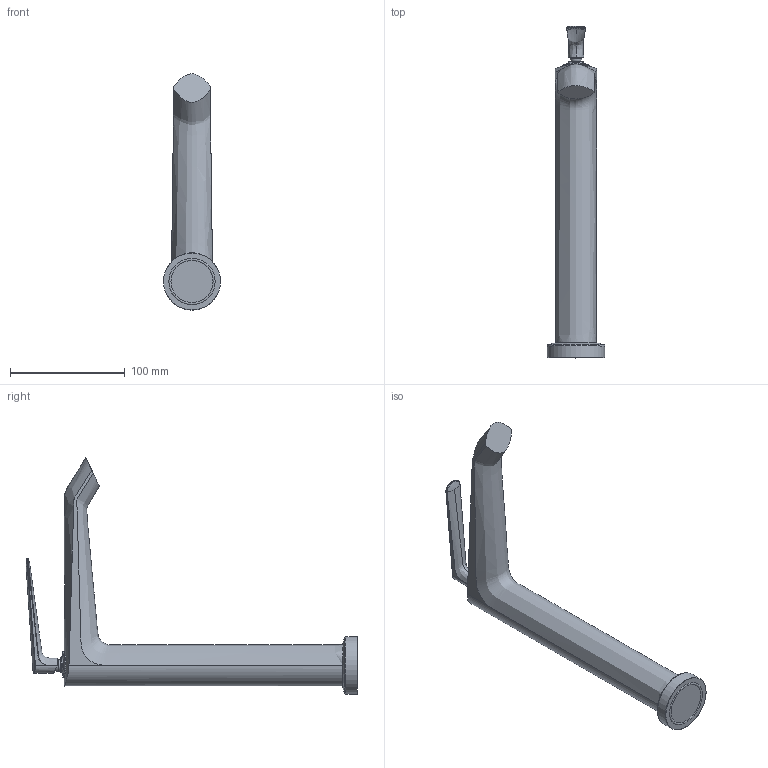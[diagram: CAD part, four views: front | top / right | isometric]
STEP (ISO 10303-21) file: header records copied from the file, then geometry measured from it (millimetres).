
FILE_DESCRIPTION(/* description */ (''),/* implementation_level */ '2;1');
FILE_NAME(/* name */ 'VYL01 3D.stp',/* time_stamp */ '2017-09-21T11:48:43-04:00',/* author */ ('francoisj'),/* organization */ (''),/* preprocessor_version */ 'ST-DEVELOPER v15.6',/* originating_system */ 'Autodesk Inventor 2015',/* authorisation */ '');
FILE_SCHEMA (('CONFIG_CONTROL_DESIGN'));
Length unit declared in the file: millimetre
Products named in the file (1): VYL01_Shrinkwrap_1
Bounding box: 50 x 288.81 x 205.79 mm (x, y, z)
Volume: 377047.5 mm3; surface area: 52084.4 mm2
Topology: 3 solids, 3 shells, 102 faces, 235 edges, 145 vertices
Faces by surface type: bspline 53, cylinder 21, plane 19, torus 7, sphere 1, cone 1
Full cylindrical faces by diameter (mm): 6 x1, 10.25 x1, 10.7 x1, 23.25 x1, 33.5 x1, 50 x1
Entity records: 6969 total; most frequent: CARTESIAN_POINT 5013, ORIENTED_EDGE 434, DIRECTION 243, EDGE_CURVE 217, VERTEX_POINT 139, B_SPLINE_CURVE_WITH_KNOTS 136, EDGE_LOOP 122, AXIS2_PLACEMENT_3D 113
